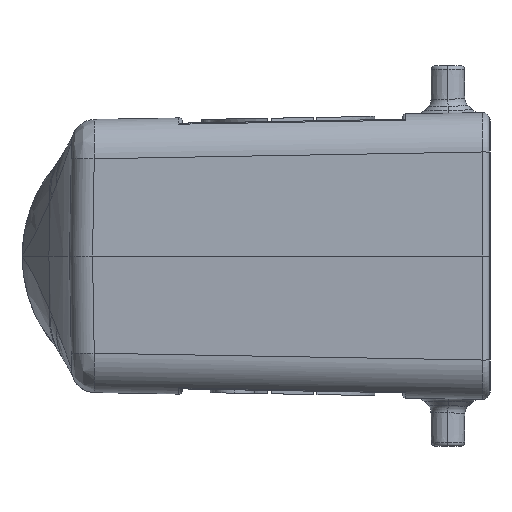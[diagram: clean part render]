
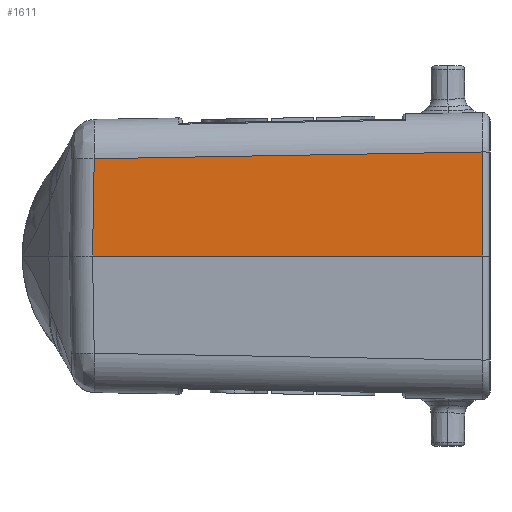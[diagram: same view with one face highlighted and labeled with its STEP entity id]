
A CAD part, left-side view. The second image highlights one B-rep face of the part: STEP entity #1611.
In plain terms, the highlighted planar face has unit normal (-1, 0.018, 0.017).
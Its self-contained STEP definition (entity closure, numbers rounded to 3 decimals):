
#568=B_SPLINE_CURVE_WITH_KNOTS('',3,(#17855,#17856,#17857,#17858),
 .UNSPECIFIED.,.F.,.F.,(4,4),(0.,1.),.UNSPECIFIED.);
#640=B_SPLINE_CURVE_WITH_KNOTS('',3,(#19454,#19455,#19456,#19457),
 .UNSPECIFIED.,.F.,.F.,(4,4),(0.,1.),.UNSPECIFIED.);
#1611=ADVANCED_FACE('',(#2375),#1874,.T.);
#1874=PLANE('',#9814);
#2375=FACE_OUTER_BOUND('',#2946,.T.);
#2946=EDGE_LOOP('',(#5505,#5506,#5507,#5508));
#5505=ORIENTED_EDGE('',*,*,#7583,.F.);
#5506=ORIENTED_EDGE('',*,*,#7680,.F.);
#5507=ORIENTED_EDGE('',*,*,#7682,.T.);
#5508=ORIENTED_EDGE('',*,*,#7683,.T.);
#6340=VERTEX_POINT('',#17854);
#6341=VERTEX_POINT('',#17859);
#6386=VERTEX_POINT('',#19447);
#6388=VERTEX_POINT('',#19453);
#7583=EDGE_CURVE('',#6340,#6341,#568,.T.);
#7680=EDGE_CURVE('',#6386,#6340,#8368,.T.);
#7682=EDGE_CURVE('',#6386,#6388,#8370,.T.);
#7683=EDGE_CURVE('',#6388,#6341,#640,.T.);
#8368=LINE('',#19449,#9054);
#8370=LINE('',#19452,#9056);
#9054=VECTOR('',#12009,1.);
#9056=VECTOR('',#12013,1.);
#9814=AXIS2_PLACEMENT_3D('',#19458,#12014,#12015);
#12009=DIRECTION('',(0.017,-0.017,1.));
#12013=DIRECTION('',(-0.017,-1.,0.));
#12014=DIRECTION('',(-1.,0.017,0.017));
#12015=DIRECTION('',(0.017,0.,1.));
#17854=CARTESIAN_POINT('',(-45.462,129.207,14.572));
#17855=CARTESIAN_POINT('',(-45.462,129.207,14.572));
#17856=CARTESIAN_POINT('',(-45.795,109.811,14.911));
#17857=CARTESIAN_POINT('',(-46.127,90.414,15.249));
#17858=CARTESIAN_POINT('',(-46.46,71.017,15.588));
#17859=CARTESIAN_POINT('',(-46.46,71.017,15.588));
#19447=CARTESIAN_POINT('',(-45.712,129.462,0.));
#19449=CARTESIAN_POINT('',(-45.712,129.462,0.));
#19452=CARTESIAN_POINT('',(-45.712,129.462,0.));
#19453=CARTESIAN_POINT('',(-46.732,71.017,0.));
#19454=CARTESIAN_POINT('',(-46.732,71.017,0.));
#19455=CARTESIAN_POINT('',(-46.642,71.017,5.196));
#19456=CARTESIAN_POINT('',(-46.551,71.017,10.392));
#19457=CARTESIAN_POINT('',(-46.46,71.017,15.588));
#19458=CARTESIAN_POINT('',(-46.333,70.,23.912));
